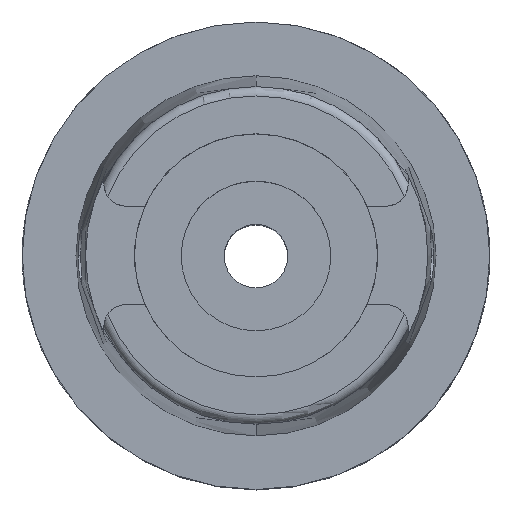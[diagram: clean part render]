
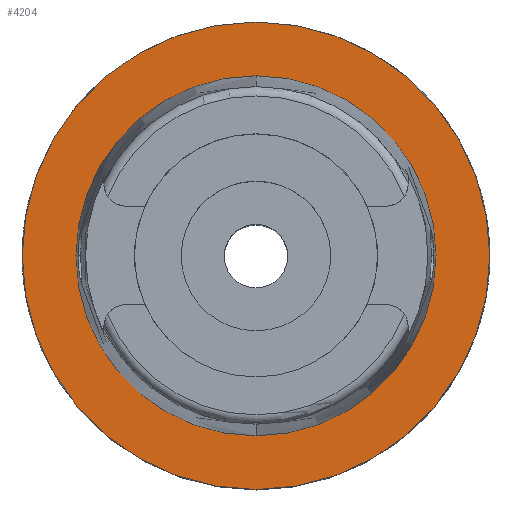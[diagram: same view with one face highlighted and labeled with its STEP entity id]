
A CAD part, top view. The second image highlights one B-rep face of the part: STEP entity #4204.
In plain terms, the highlighted planar face has unit normal (0, 0, 1).
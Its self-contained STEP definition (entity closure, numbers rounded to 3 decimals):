
#1954=CARTESIAN_POINT('',(0.,0.,0.));
#1955=DIRECTION('',(0.,0.,-1.));
#1956=DIRECTION('',(0.,-1.,0.));
#1957=AXIS2_PLACEMENT_3D('',#1954,#1955,#1956);
#1962=CARTESIAN_POINT('',(0.,0.,0.));
#1963=DIRECTION('',(0.,0.,-1.));
#1964=DIRECTION('',(0.,1.,0.));
#1965=AXIS2_PLACEMENT_3D('',#1962,#1963,#1964);
#1970=CARTESIAN_POINT('',(0.,0.,0.));
#1971=DIRECTION('',(0.,0.,1.));
#1972=DIRECTION('',(0.,-1.,0.));
#1973=AXIS2_PLACEMENT_3D('',#1970,#1971,#1972);
#1978=CARTESIAN_POINT('',(0.,0.,0.));
#1979=DIRECTION('',(0.,0.,1.));
#1980=DIRECTION('',(0.,1.,0.));
#1981=AXIS2_PLACEMENT_3D('',#1978,#1979,#1980);
#2479=CARTESIAN_POINT('',(0.,-19.25,0.));
#2480=VERTEX_POINT('',#2479);
#2481=CARTESIAN_POINT('',(0.,19.25,0.));
#2482=VERTEX_POINT('',#2481);
#2758=CARTESIAN_POINT('',(0.,25.,0.));
#2759=VERTEX_POINT('',#2758);
#2760=CARTESIAN_POINT('',(0.,-25.,0.));
#2761=VERTEX_POINT('',#2760);
#4191=CARTESIAN_POINT('',(0.,0.,0.));
#4192=DIRECTION('',(0.,0.,1.));
#4193=DIRECTION('',(0.,1.,0.));
#4194=AXIS2_PLACEMENT_3D('',#4191,#4192,#4193);
#4195=PLANE('',#4194);
#4196=ORIENTED_EDGE('',*,*,#4173,.T.);
#4197=ORIENTED_EDGE('',*,*,#4060,.T.);
#4198=EDGE_LOOP('',(#4196,#4197));
#4199=FACE_OUTER_BOUND('',#4198,.F.);
#4200=ORIENTED_EDGE('',*,*,#2986,.T.);
#4201=ORIENTED_EDGE('',*,*,#2957,.T.);
#4202=EDGE_LOOP('',(#4200,#4201));
#4203=FACE_BOUND('',#4202,.F.);
#1958=CIRCLE('',#1957,25.);
#1966=CIRCLE('',#1965,25.);
#1974=CIRCLE('',#1973,19.25);
#1982=CIRCLE('',#1981,19.25);
#2957=EDGE_CURVE('',#2482,#2480,#1982,.T.);
#2986=EDGE_CURVE('',#2480,#2482,#1974,.T.);
#4060=EDGE_CURVE('',#2759,#2761,#1966,.T.);
#4173=EDGE_CURVE('',#2761,#2759,#1958,.T.);
#4204=ADVANCED_FACE('',(#4199,#4203),#4195,.T.);
